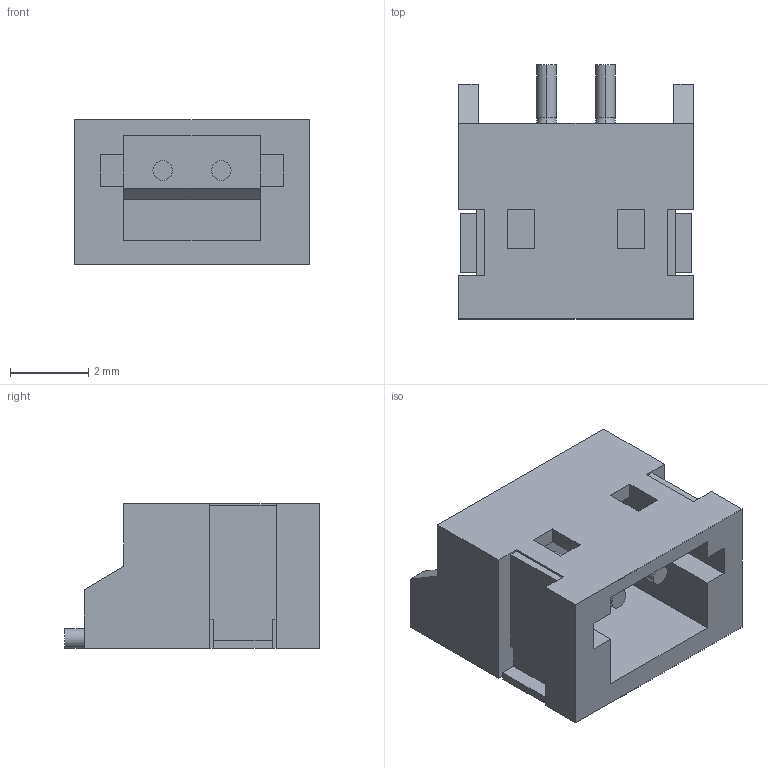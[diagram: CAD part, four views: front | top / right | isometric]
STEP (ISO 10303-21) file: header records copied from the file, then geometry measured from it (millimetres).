
FILE_DESCRIPTION(('FreeCAD Model'),'2;1');
FILE_NAME('S2B-ZR-SM4A.step','2019-04-21T13:43:36',( 'kicad StepUp'),('ksu MCAD'),'Open CASCADE STEP processor 6.8', 'FreeCAD','Unknown');
FILE_SCHEMA(('AUTOMOTIVE_DESIGN_CC2 { 1 2 10303 214 -1 1 5 4 }'));
Length unit declared in the file: millimetre
Products named in the file (1): S2B-ZR-SM4A
Bounding box: 6 x 6.5 x 3.7 mm (x, y, z)
Volume: 76 mm3; surface area: 214.8 mm2
Topology: 1 solids, 1 shells, 77 faces, 212 edges, 140 vertices
Faces by surface type: plane 65, cylinder 8, torus 4
Entity records: 3010 total; most frequent: CARTESIAN_POINT 474, ORIENTED_EDGE 424, DIRECTION 384, EDGE_CURVE 212, LINE 188, VECTOR 188, VERTEX_POINT 140, AXIS2_PLACEMENT_3D 98
